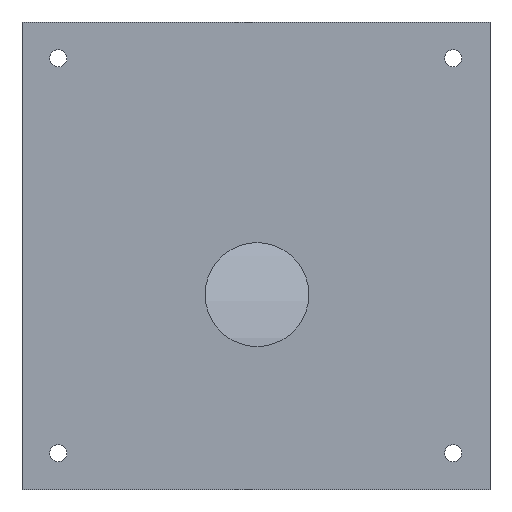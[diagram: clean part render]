
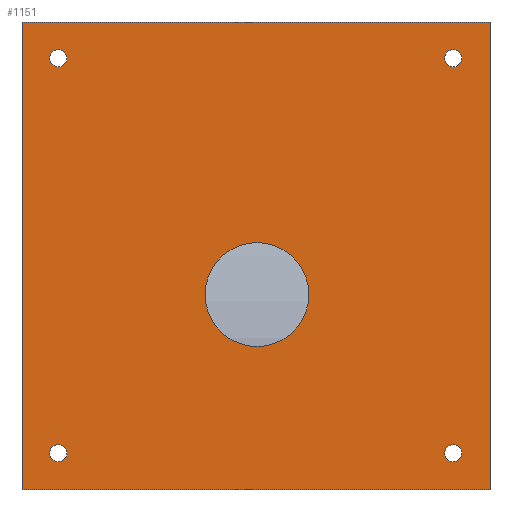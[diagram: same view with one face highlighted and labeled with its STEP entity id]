
A CAD part, front view. The second image highlights one B-rep face of the part: STEP entity #1151.
In plain terms, the highlighted planar face has unit normal (0, -1, 0).
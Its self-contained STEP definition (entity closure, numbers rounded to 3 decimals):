
#30=FACE_BOUND('',#195,.T.);
#31=FACE_BOUND('',#196,.T.);
#32=FACE_BOUND('',#197,.T.);
#33=FACE_BOUND('',#198,.T.);
#34=FACE_BOUND('',#199,.T.);
#64=PLANE('',#1254);
#117=FACE_OUTER_BOUND('',#194,.T.);
#194=EDGE_LOOP('',(#854,#855,#856,#857));
#195=EDGE_LOOP('',(#858));
#196=EDGE_LOOP('',(#859));
#197=EDGE_LOOP('',(#860));
#198=EDGE_LOOP('',(#861));
#199=EDGE_LOOP('',(#862));
#290=LINE('',#1751,#398);
#291=LINE('',#1753,#399);
#292=LINE('',#1755,#400);
#293=LINE('',#1756,#401);
#398=VECTOR('',#1419,10.);
#399=VECTOR('',#1420,10.);
#400=VECTOR('',#1421,10.);
#401=VECTOR('',#1422,10.);
#496=CIRCLE('',#1228,1.65);
#500=CIRCLE('',#1235,1.65);
#504=CIRCLE('',#1242,1.65);
#508=CIRCLE('',#1249,1.65);
#510=CIRCLE('',#1252,10.);
#544=VERTEX_POINT('',#1691);
#548=VERTEX_POINT('',#1704);
#552=VERTEX_POINT('',#1717);
#556=VERTEX_POINT('',#1730);
#558=VERTEX_POINT('',#1736);
#563=VERTEX_POINT('',#1749);
#564=VERTEX_POINT('',#1750);
#565=VERTEX_POINT('',#1752);
#566=VERTEX_POINT('',#1754);
#650=EDGE_CURVE('',#544,#544,#496,.T.);
#656=EDGE_CURVE('',#548,#548,#500,.T.);
#662=EDGE_CURVE('',#552,#552,#504,.T.);
#668=EDGE_CURVE('',#556,#556,#508,.T.);
#671=EDGE_CURVE('',#558,#558,#510,.T.);
#676=EDGE_CURVE('',#563,#564,#290,.T.);
#677=EDGE_CURVE('',#564,#565,#291,.T.);
#678=EDGE_CURVE('',#565,#566,#292,.T.);
#679=EDGE_CURVE('',#566,#563,#293,.T.);
#854=ORIENTED_EDGE('',*,*,#676,.T.);
#855=ORIENTED_EDGE('',*,*,#677,.T.);
#856=ORIENTED_EDGE('',*,*,#678,.T.);
#857=ORIENTED_EDGE('',*,*,#679,.T.);
#858=ORIENTED_EDGE('',*,*,#650,.T.);
#859=ORIENTED_EDGE('',*,*,#656,.T.);
#860=ORIENTED_EDGE('',*,*,#662,.T.);
#861=ORIENTED_EDGE('',*,*,#668,.T.);
#862=ORIENTED_EDGE('',*,*,#671,.T.);
#1151=ADVANCED_FACE('',(#117,#30,#31,#32,#33,#34),#64,.F.);
#1228=AXIS2_PLACEMENT_3D('',#1693,#1354,#1355);
#1235=AXIS2_PLACEMENT_3D('',#1706,#1370,#1371);
#1242=AXIS2_PLACEMENT_3D('',#1719,#1386,#1387);
#1249=AXIS2_PLACEMENT_3D('',#1732,#1402,#1403);
#1252=AXIS2_PLACEMENT_3D('',#1738,#1409,#1410);
#1254=AXIS2_PLACEMENT_3D('',#1748,#1417,#1418);
#1354=DIRECTION('center_axis',(0.,1.,0.));
#1355=DIRECTION('ref_axis',(0.,0.,1.));
#1370=DIRECTION('center_axis',(0.,1.,0.));
#1371=DIRECTION('ref_axis',(0.,0.,1.));
#1386=DIRECTION('center_axis',(0.,1.,0.));
#1387=DIRECTION('ref_axis',(0.,0.,1.));
#1402=DIRECTION('center_axis',(0.,1.,0.));
#1403=DIRECTION('ref_axis',(0.,0.,1.));
#1409=DIRECTION('center_axis',(0.,1.,0.));
#1410=DIRECTION('ref_axis',(0.,0.,1.));
#1417=DIRECTION('center_axis',(0.,1.,0.));
#1418=DIRECTION('ref_axis',(0.,0.,1.));
#1419=DIRECTION('',(-1.,0.,0.));
#1420=DIRECTION('',(0.,0.,-1.));
#1421=DIRECTION('',(1.,0.,0.));
#1422=DIRECTION('',(0.,0.,1.));
#1691=CARTESIAN_POINT('',(-34.464,58.,-33.654));
#1693=CARTESIAN_POINT('Origin',(-34.464,58.,-32.004));
#1704=CARTESIAN_POINT('',(41.536,58.,-33.654));
#1706=CARTESIAN_POINT('Origin',(41.536,58.,-32.004));
#1717=CARTESIAN_POINT('',(-34.464,58.,42.346));
#1719=CARTESIAN_POINT('Origin',(-34.464,58.,43.996));
#1730=CARTESIAN_POINT('',(41.536,58.,42.346));
#1732=CARTESIAN_POINT('Origin',(41.536,58.,43.996));
#1736=CARTESIAN_POINT('',(3.77,58.,-11.475));
#1738=CARTESIAN_POINT('Origin',(3.77,58.,-1.475));
#1748=CARTESIAN_POINT('Origin',(3.578,58.,5.953));
#1749=CARTESIAN_POINT('',(48.618,58.,50.947));
#1750=CARTESIAN_POINT('',(-41.461,58.,50.947));
#1751=CARTESIAN_POINT('',(3.578,58.,50.947));
#1752=CARTESIAN_POINT('',(-41.461,58.,-39.041));
#1753=CARTESIAN_POINT('',(-41.461,58.,5.953));
#1754=CARTESIAN_POINT('',(48.618,58.,-39.041));
#1755=CARTESIAN_POINT('',(3.578,58.,-39.041));
#1756=CARTESIAN_POINT('',(48.618,58.,5.953));
